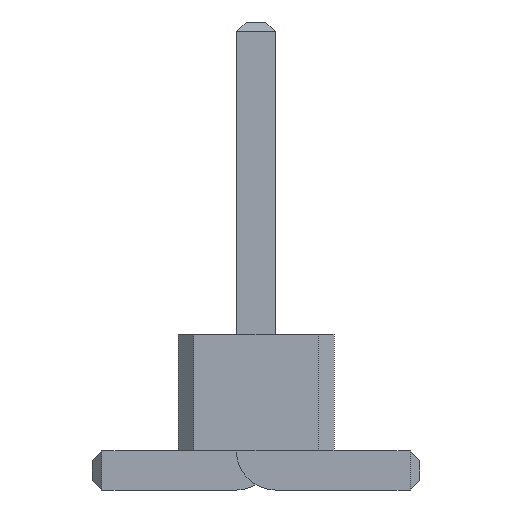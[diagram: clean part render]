
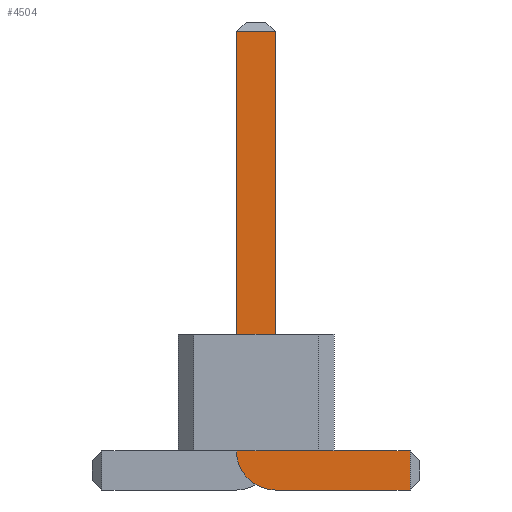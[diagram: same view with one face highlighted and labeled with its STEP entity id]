
A CAD part, front view. The second image highlights one B-rep face of the part: STEP entity #4504.
In plain terms, the highlighted planar face has unit normal (0, -1, 0).
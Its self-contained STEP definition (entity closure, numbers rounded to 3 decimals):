
#13=DIRECTION('',(0.,0.,1.));
#27=VECTOR('',#13,1.);
#67=DIRECTION('',(1.,0.,0.));
#2036=VECTOR('',#67,1.);
#2089=DIRECTION('',(-1.,0.,0.));
#4055=VECTOR('',#2089,1.);
#4318=DIRECTION('',(-0.,1.,0.));
#4319=DIRECTION('',(0.,0.,-1.));
#4336=VECTOR('',#4319,1.);
#4348=DIRECTION('',(0.,1.,0.));
#4349=DIRECTION('',(1.,0.,0.));
#4356=VERTEX_POINT('',#4357);
#4357=CARTESIAN_POINT('',(1.975,-34.25,0.));
#4359=ORIENTED_EDGE('',*,*,#4360,.T.);
#4360=EDGE_CURVE('',#4356,#4361,#4363,.T.);
#4361=VERTEX_POINT('',#4362);
#4362=CARTESIAN_POINT('',(0.25,-34.25,0.));
#4363=LINE('',#4364,#4055);
#4364=CARTESIAN_POINT('',(2.1,-34.25,0.));
#4401=VERTEX_POINT('',#4402);
#4402=CARTESIAN_POINT('',(-0.25,-34.25,0.5));
#4405=EDGE_CURVE('',#4361,#4401,#4406,.T.);
#4406=CIRCLE('',#4407,0.5);
#4407=AXIS2_PLACEMENT_3D('',#4408,#4318,#4319);
#4408=CARTESIAN_POINT('',(0.25,-34.25,0.5));
#4417=VERTEX_POINT('',#4408);
#4419=ORIENTED_EDGE('',*,*,#4420,.T.);
#4420=EDGE_CURVE('',#4417,#4421,#4423,.T.);
#4421=VERTEX_POINT('',#4422);
#4422=CARTESIAN_POINT('',(1.975,-34.25,0.5));
#4423=LINE('',#4408,#2036);
#4433=ORIENTED_EDGE('',*,*,#4434,.T.);
#4434=EDGE_CURVE('',#4401,#4435,#4437,.T.);
#4435=VERTEX_POINT('',#4436);
#4436=CARTESIAN_POINT('',(-0.25,-34.25,5.875));
#4437=LINE('',#4438,#27);
#4438=CARTESIAN_POINT('',(-0.25,-34.25,0.));
#4450=VERTEX_POINT('',#4451);
#4451=CARTESIAN_POINT('',(0.25,-34.25,5.875));
#4453=ORIENTED_EDGE('',*,*,#4454,.T.);
#4454=EDGE_CURVE('',#4450,#4417,#4455,.T.);
#4455=LINE('',#4456,#4336);
#4456=CARTESIAN_POINT('',(0.25,-34.25,6.));
#4504=ADVANCED_FACE('',(#4505),#4514,.F.);
#4505=FACE_BOUND('',#4506,.F.);
#4506=EDGE_LOOP('',(#4359,#4507,#4433,#4508,#4453,#4419,#4511));
#4507=ORIENTED_EDGE('',*,*,#4405,.T.);
#4508=ORIENTED_EDGE('',*,*,#4509,.T.);
#4509=EDGE_CURVE('',#4435,#4450,#4510,.T.);
#4510=LINE('',#4436,#2036);
#4511=ORIENTED_EDGE('',*,*,#4512,.T.);
#4512=EDGE_CURVE('',#4421,#4356,#4513,.T.);
#4513=LINE('',#4422,#4336);
#4514=PLANE('',#4515);
#4515=AXIS2_PLACEMENT_3D('',#4516,#4348,#4349);
#4516=CARTESIAN_POINT('',(0.316,-34.25,2.391));
